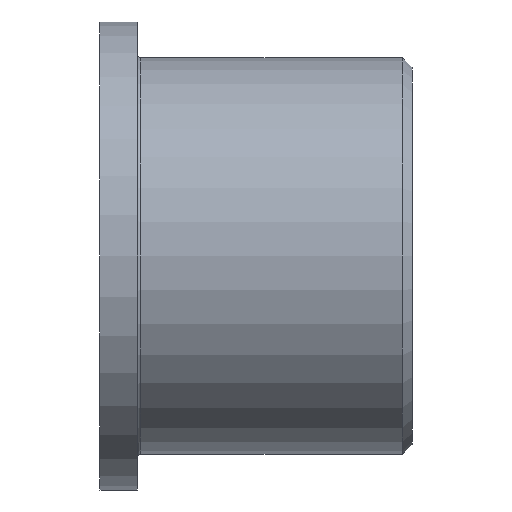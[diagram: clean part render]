
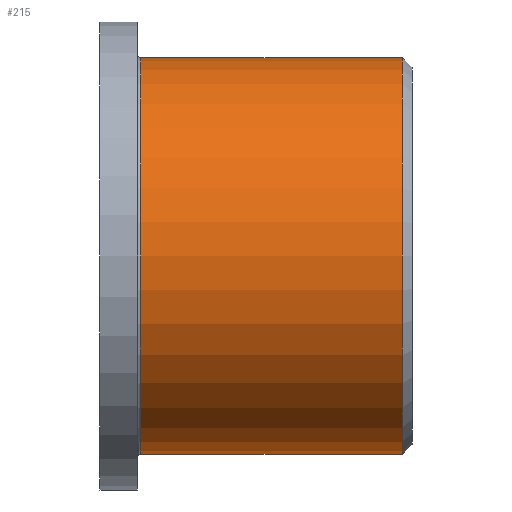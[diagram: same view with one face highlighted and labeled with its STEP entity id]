
A CAD part, left-side view. The second image highlights one B-rep face of the part: STEP entity #215.
In plain terms, the highlighted cylindrical face has radius 31.75 mm (diameter 63.5 mm), a partial arc.
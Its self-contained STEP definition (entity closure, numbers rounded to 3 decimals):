
#11 = DIRECTION ( 'NONE',  ( 0., 1., 0. ) ) ;
#14 = DIRECTION ( 'NONE',  ( 0., 0., 1. ) ) ;
#16 = EDGE_CURVE ( 'NONE', #286, #160, #171, .T. ) ;
#49 = CARTESIAN_POINT ( 'NONE',  ( 0., 25., 0. ) ) ;
#51 = DIRECTION ( 'NONE',  ( 0., 1., 0. ) ) ;
#78 = VERTEX_POINT ( 'NONE', #181 ) ;
#79 = CARTESIAN_POINT ( 'NONE',  ( 0., 18.5, 31.75 ) ) ;
#85 = ORIENTED_EDGE ( 'NONE', *, *, #236, .F. ) ;
#86 = DIRECTION ( 'NONE',  ( 0., 0., 1. ) ) ;
#99 = VECTOR ( 'NONE', #431, 1000. ) ;
#126 = CARTESIAN_POINT ( 'NONE',  ( 0., 18.5, 0. ) ) ;
#128 = DIRECTION ( 'NONE',  ( 0., 0., 1. ) ) ;
#160 = VERTEX_POINT ( 'NONE', #79 ) ;
#166 = CARTESIAN_POINT ( 'NONE',  ( 0., -23.476, 0. ) ) ;
#171 = LINE ( 'NONE', #453, #396 ) ;
#172 = ORIENTED_EDGE ( 'NONE', *, *, #307, .F. ) ;
#181 = CARTESIAN_POINT ( 'NONE',  ( 0., -23.476, -31.75 ) ) ;
#202 = FACE_OUTER_BOUND ( 'NONE', #445, .T. ) ;
#215 = ADVANCED_FACE ( 'NONE', ( #202 ), #315, .T. ) ;
#236 = EDGE_CURVE ( 'NONE', #297, #160, #465, .T. ) ;
#276 = CARTESIAN_POINT ( 'NONE',  ( 0., 18.5, -31.75 ) ) ;
#281 = CIRCLE ( 'NONE', #434, 31.75 ) ;
#286 = VERTEX_POINT ( 'NONE', #472 ) ;
#297 = VERTEX_POINT ( 'NONE', #276 ) ;
#307 = EDGE_CURVE ( 'NONE', #78, #297, #353, .T. ) ;
#315 = CYLINDRICAL_SURFACE ( 'NONE', #423, 31.75 ) ;
#330 = DIRECTION ( 'NONE',  ( 0., 1., 0. ) ) ;
#353 = LINE ( 'NONE', #395, #99 ) ;
#357 = EDGE_CURVE ( 'NONE', #78, #286, #281, .T. ) ;
#358 = DIRECTION ( 'NONE',  ( 0., 1., 0. ) ) ;
#389 = AXIS2_PLACEMENT_3D ( 'NONE', #126, #358, #14 ) ;
#391 = ORIENTED_EDGE ( 'NONE', *, *, #16, .T. ) ;
#395 = CARTESIAN_POINT ( 'NONE',  ( 0., 25., -31.75 ) ) ;
#396 = VECTOR ( 'NONE', #330, 1000. ) ;
#423 = AXIS2_PLACEMENT_3D ( 'NONE', #49, #11, #86 ) ;
#431 = DIRECTION ( 'NONE',  ( 0., 1., 0. ) ) ;
#434 = AXIS2_PLACEMENT_3D ( 'NONE', #166, #51, #128 ) ;
#445 = EDGE_LOOP ( 'NONE', ( #172, #468, #391, #85 ) ) ;
#453 = CARTESIAN_POINT ( 'NONE',  ( 0., 25., 31.75 ) ) ;
#465 = CIRCLE ( 'NONE', #389, 31.75 ) ;
#468 = ORIENTED_EDGE ( 'NONE', *, *, #357, .T. ) ;
#472 = CARTESIAN_POINT ( 'NONE',  ( 0., -23.476, 31.75 ) ) ;
